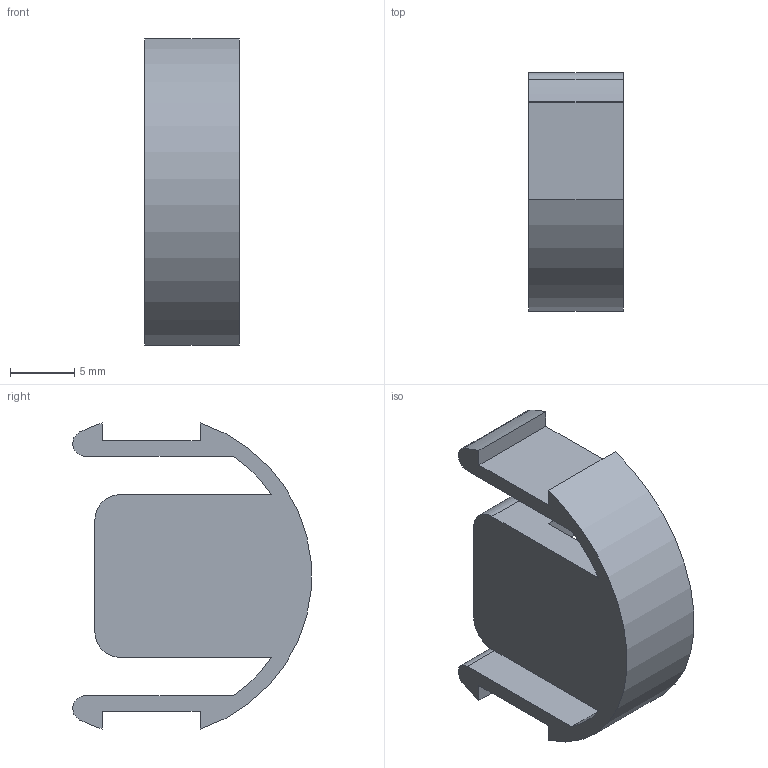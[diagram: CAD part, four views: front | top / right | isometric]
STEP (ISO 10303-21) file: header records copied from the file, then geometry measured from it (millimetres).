
FILE_DESCRIPTION(/* description */ (''),/* implementation_level */ '2;1');
FILE_NAME(/* name */ '1.2mm Port Module v8.step',/* time_stamp */ '2020-02-17T14:17:24-05:00',/* author */ (''),/* organization */ (''),/* preprocessor_version */ 'ST-DEVELOPER v18',/* originating_system */ 'Autodesk Translation Framework v8.12.0.6',/* authorisation */ '');
FILE_SCHEMA (('AUTOMOTIVE_DESIGN { 1 0 10303 214 3 1 1 }'));
Length unit declared in the file: millimetre
Products named in the file (2): 1.2mm Port Module; Port Cradle
Assembly tree (1 placements, depth 2):
  1.2mm Port Module
    Port Cradle
Bounding box: 7.4 x 18.62 x 23.91 mm (x, y, z)
Volume: 1246.8 mm3; surface area: 1686.7 mm2
Topology: 1 solids, 1 shells, 35 faces, 97 edges, 64 vertices
Faces by surface type: plane 25, cylinder 10
Full cylindrical faces by diameter (mm): 4.6 x1
Entity records: 1161 total; most frequent: CARTESIAN_POINT 199, ORIENTED_EDGE 194, DIRECTION 193, EDGE_CURVE 97, LINE 77, VECTOR 77, VERTEX_POINT 64, AXIS2_PLACEMENT_3D 58
